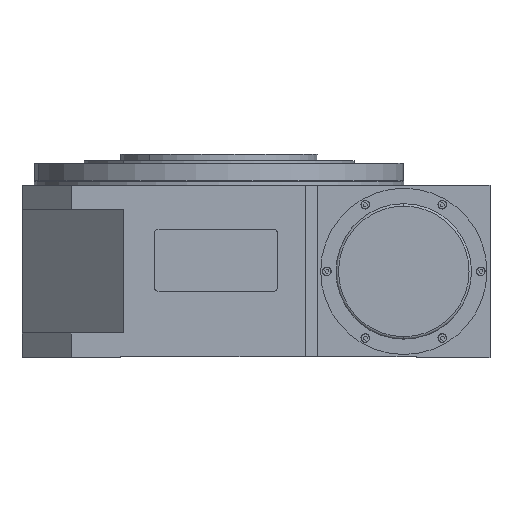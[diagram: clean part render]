
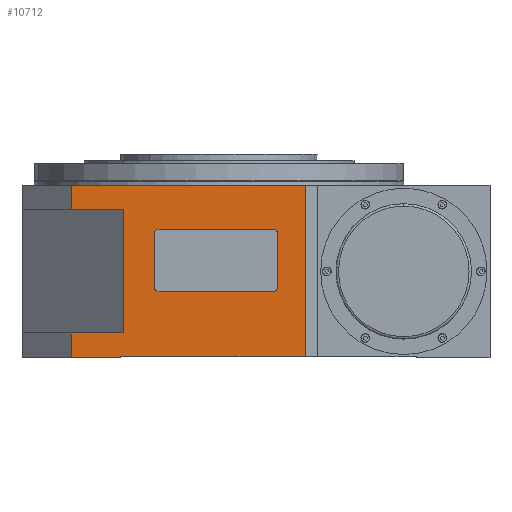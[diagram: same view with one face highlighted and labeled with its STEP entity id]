
A CAD part, front view. The second image highlights one B-rep face of the part: STEP entity #10712.
In plain terms, the highlighted planar face has unit normal (0, -1, 0).
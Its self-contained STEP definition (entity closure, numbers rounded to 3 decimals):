
#177 = CARTESIAN_POINT ( 'NONE',  ( -190., -155., 20. ) ) ;
#687 = ORIENTED_EDGE ( 'NONE', *, *, #793, .F. ) ;
#793 = EDGE_CURVE ( 'NONE', #3079, #24194, #12157, .T. ) ;
#1268 = VECTOR ( 'NONE', #23622, 1000. ) ;
#1509 = CIRCLE ( 'NONE', #5455, 3. ) ;
#1678 = PLANE ( 'NONE',  #20814 ) ;
#1698 = EDGE_LOOP ( 'NONE', ( #17532, #10000, #17992, #15586, #15226, #687, #16752, #21013, #14558, #2308 ) ) ;
#1808 = VECTOR ( 'NONE', #14946, 1000. ) ;
#2140 = VECTOR ( 'NONE', #9283, 1000. ) ;
#2308 = ORIENTED_EDGE ( 'NONE', *, *, #10619, .T. ) ;
#2375 = DIRECTION ( 'NONE',  ( 0., 1., 0. ) ) ;
#2466 = VERTEX_POINT ( 'NONE', #8422 ) ;
#2741 = CARTESIAN_POINT ( 'NONE',  ( 17.426, -155., 104.032 ) ) ;
#2899 = DIRECTION ( 'NONE',  ( 0., 0., 1. ) ) ;
#3079 = VERTEX_POINT ( 'NONE', #20570 ) ;
#3217 = VERTEX_POINT ( 'NONE', #17110 ) ;
#3246 = CARTESIAN_POINT ( 'NONE',  ( -150., -155., 140. ) ) ;
#3257 = CARTESIAN_POINT ( 'NONE',  ( 14.426, -155., 57.032 ) ) ;
#3495 = VERTEX_POINT ( 'NONE', #20299 ) ;
#3716 = DIRECTION ( 'NONE',  ( 0., 0., 1. ) ) ;
#3829 = EDGE_CURVE ( 'NONE', #10873, #5988, #20272, .T. ) ;
#3834 = DIRECTION ( 'NONE',  ( 0., 0., 1. ) ) ;
#3947 = DIRECTION ( 'NONE',  ( 0., 0., -1. ) ) ;
#4258 = VECTOR ( 'NONE', #6501, 1000. ) ;
#4468 = EDGE_CURVE ( 'NONE', #4603, #3217, #6565, .T. ) ;
#4598 = VECTOR ( 'NONE', #3834, 1000. ) ;
#4603 = VERTEX_POINT ( 'NONE', #14731 ) ;
#4618 = CARTESIAN_POINT ( 'NONE',  ( -107.574, -155., 140. ) ) ;
#4637 = CIRCLE ( 'NONE', #23190, 3. ) ;
#4857 = VECTOR ( 'NONE', #10675, 1000. ) ;
#4917 = VERTEX_POINT ( 'NONE', #18012 ) ;
#5071 = CARTESIAN_POINT ( 'NONE',  ( -107.574, -155., 120. ) ) ;
#5311 = ORIENTED_EDGE ( 'NONE', *, *, #21918, .F. ) ;
#5389 = VECTOR ( 'NONE', #23998, 1000. ) ;
#5455 = AXIS2_PLACEMENT_3D ( 'NONE', #13091, #7042, #3716 ) ;
#5988 = VERTEX_POINT ( 'NONE', #11996 ) ;
#6039 = LINE ( 'NONE', #17017, #8499 ) ;
#6209 = LINE ( 'NONE', #177, #21840 ) ;
#6253 = CARTESIAN_POINT ( 'NONE',  ( -79.574, -155., 101.032 ) ) ;
#6501 = DIRECTION ( 'NONE',  ( 0., 0., 1. ) ) ;
#6565 = LINE ( 'NONE', #3246, #15704 ) ;
#6816 = LINE ( 'NONE', #16203, #1268 ) ;
#6985 = AXIS2_PLACEMENT_3D ( 'NONE', #23487, #2375, #15822 ) ;
#7042 = DIRECTION ( 'NONE',  ( 0., 1., 0. ) ) ;
#7364 = CIRCLE ( 'NONE', #6985, 3. ) ;
#7393 = CARTESIAN_POINT ( 'NONE',  ( -190., -155., 0.5 ) ) ;
#7545 = EDGE_CURVE ( 'NONE', #23368, #11416, #13928, .T. ) ;
#7672 = DIRECTION ( 'NONE',  ( 0., 0., 1. ) ) ;
#7690 = DIRECTION ( 'NONE',  ( 1., 0., 0. ) ) ;
#7780 = EDGE_CURVE ( 'NONE', #18454, #21446, #9404, .T. ) ;
#7923 = LINE ( 'NONE', #9768, #23720 ) ;
#8207 = EDGE_CURVE ( 'NONE', #24194, #3217, #18426, .T. ) ;
#8422 = CARTESIAN_POINT ( 'NONE',  ( -110., -155., 0.5 ) ) ;
#8499 = VECTOR ( 'NONE', #3947, 1000. ) ;
#8587 = VECTOR ( 'NONE', #16679, 1000. ) ;
#8750 = CARTESIAN_POINT ( 'NONE',  ( 14.426, -155., 54.032 ) ) ;
#8758 = EDGE_CURVE ( 'NONE', #9910, #13913, #1509, .T. ) ;
#9015 = LINE ( 'NONE', #7393, #1808 ) ;
#9206 = DIRECTION ( 'NONE',  ( 0., 1., 0. ) ) ;
#9283 = DIRECTION ( 'NONE',  ( -1., 0., 0. ) ) ;
#9404 = LINE ( 'NONE', #22879, #14747 ) ;
#9501 = VERTEX_POINT ( 'NONE', #16249 ) ;
#9768 = CARTESIAN_POINT ( 'NONE',  ( -82.574, -155., 104.032 ) ) ;
#9910 = VERTEX_POINT ( 'NONE', #23977 ) ;
#9924 = EDGE_CURVE ( 'NONE', #23368, #13913, #12118, .T. ) ;
#10000 = ORIENTED_EDGE ( 'NONE', *, *, #7780, .T. ) ;
#10187 = LINE ( 'NONE', #21686, #4857 ) ;
#10319 = CARTESIAN_POINT ( 'NONE',  ( -110., -155., 140. ) ) ;
#10535 = EDGE_CURVE ( 'NONE', #3495, #9501, #4637, .T. ) ;
#10619 = EDGE_CURVE ( 'NONE', #5988, #2466, #12182, .T. ) ;
#10636 = LINE ( 'NONE', #11130, #8587 ) ;
#10675 = DIRECTION ( 'NONE',  ( -1., 0., 0. ) ) ;
#10712 = ADVANCED_FACE ( 'NONE', ( #20189, #22075 ), #1678, .F. ) ;
#10783 = DIRECTION ( 'NONE',  ( 0., 1., 0. ) ) ;
#10873 = VERTEX_POINT ( 'NONE', #22553 ) ;
#11130 = CARTESIAN_POINT ( 'NONE',  ( -82.574, -155., 54.032 ) ) ;
#11416 = VERTEX_POINT ( 'NONE', #8750 ) ;
#11739 = ORIENTED_EDGE ( 'NONE', *, *, #19266, .F. ) ;
#11754 = CARTESIAN_POINT ( 'NONE',  ( -150., -155., 20. ) ) ;
#11996 = CARTESIAN_POINT ( 'NONE',  ( -110., -155., 0. ) ) ;
#12024 = EDGE_CURVE ( 'NONE', #12560, #11416, #10636, .T. ) ;
#12118 = LINE ( 'NONE', #2741, #4598 ) ;
#12157 = LINE ( 'NONE', #4618, #16797 ) ;
#12182 = LINE ( 'NONE', #10319, #4258 ) ;
#12410 = CARTESIAN_POINT ( 'NONE',  ( 17.426, -155., 101.032 ) ) ;
#12560 = VERTEX_POINT ( 'NONE', #16890 ) ;
#12758 = DIRECTION ( 'NONE',  ( 0., 0., -1. ) ) ;
#12880 = CARTESIAN_POINT ( 'NONE',  ( -190., -155., 0. ) ) ;
#13091 = CARTESIAN_POINT ( 'NONE',  ( 14.426, -155., 101.032 ) ) ;
#13608 = DIRECTION ( 'NONE',  ( 0., 0., -1. ) ) ;
#13791 = DIRECTION ( 'NONE',  ( 0., 1., 0. ) ) ;
#13913 = VERTEX_POINT ( 'NONE', #12410 ) ;
#13928 = CIRCLE ( 'NONE', #16685, 3. ) ;
#14558 = ORIENTED_EDGE ( 'NONE', *, *, #3829, .T. ) ;
#14731 = CARTESIAN_POINT ( 'NONE',  ( -150., -155., 140. ) ) ;
#14747 = VECTOR ( 'NONE', #7672, 1000. ) ;
#14784 = CARTESIAN_POINT ( 'NONE',  ( -190., -155., 140. ) ) ;
#14812 = ORIENTED_EDGE ( 'NONE', *, *, #12024, .F. ) ;
#14946 = DIRECTION ( 'NONE',  ( -1., 0., 0. ) ) ;
#15226 = ORIENTED_EDGE ( 'NONE', *, *, #8207, .F. ) ;
#15308 = CARTESIAN_POINT ( 'NONE',  ( 40., -155., 0.5 ) ) ;
#15586 = ORIENTED_EDGE ( 'NONE', *, *, #4468, .T. ) ;
#15704 = VECTOR ( 'NONE', #12758, 1000. ) ;
#15822 = DIRECTION ( 'NONE',  ( 0., 0., 1. ) ) ;
#16203 = CARTESIAN_POINT ( 'NONE',  ( -190., -155., 140. ) ) ;
#16232 = ORIENTED_EDGE ( 'NONE', *, *, #10535, .T. ) ;
#16249 = CARTESIAN_POINT ( 'NONE',  ( -79.574, -155., 104.032 ) ) ;
#16494 = DIRECTION ( 'NONE',  ( 1., 0., 0. ) ) ;
#16679 = DIRECTION ( 'NONE',  ( 1., 0., 0. ) ) ;
#16685 = AXIS2_PLACEMENT_3D ( 'NONE', #3257, #10783, #20646 ) ;
#16752 = ORIENTED_EDGE ( 'NONE', *, *, #20937, .F. ) ;
#16797 = VECTOR ( 'NONE', #2899, 1000. ) ;
#16831 = CARTESIAN_POINT ( 'NONE',  ( 17.426, -155., 57.032 ) ) ;
#16876 = ORIENTED_EDGE ( 'NONE', *, *, #7545, .T. ) ;
#16890 = CARTESIAN_POINT ( 'NONE',  ( -79.574, -155., 54.032 ) ) ;
#17017 = CARTESIAN_POINT ( 'NONE',  ( -150., -155., 140. ) ) ;
#17110 = CARTESIAN_POINT ( 'NONE',  ( -150., -155., 120. ) ) ;
#17169 = EDGE_CURVE ( 'NONE', #4603, #21446, #6816, .T. ) ;
#17532 = ORIENTED_EDGE ( 'NONE', *, *, #22935, .F. ) ;
#17863 = CARTESIAN_POINT ( 'NONE',  ( 40., -155., 140. ) ) ;
#17992 = ORIENTED_EDGE ( 'NONE', *, *, #17169, .F. ) ;
#18012 = CARTESIAN_POINT ( 'NONE',  ( -82.574, -155., 57.032 ) ) ;
#18426 = LINE ( 'NONE', #20749, #2140 ) ;
#18454 = VERTEX_POINT ( 'NONE', #15308 ) ;
#18898 = ORIENTED_EDGE ( 'NONE', *, *, #8758, .T. ) ;
#19266 = EDGE_CURVE ( 'NONE', #3495, #4917, #7923, .T. ) ;
#19838 = EDGE_LOOP ( 'NONE', ( #5311, #18898, #23401, #16876, #14812, #23157, #11739, #16232 ) ) ;
#20189 = FACE_BOUND ( 'NONE', #19838, .T. ) ;
#20272 = LINE ( 'NONE', #12880, #5389 ) ;
#20299 = CARTESIAN_POINT ( 'NONE',  ( -82.574, -155., 101.032 ) ) ;
#20570 = CARTESIAN_POINT ( 'NONE',  ( -107.574, -155., 20. ) ) ;
#20646 = DIRECTION ( 'NONE',  ( 0., 0., 1. ) ) ;
#20749 = CARTESIAN_POINT ( 'NONE',  ( -190., -155., 120. ) ) ;
#20814 = AXIS2_PLACEMENT_3D ( 'NONE', #14784, #9206, #16494 ) ;
#20937 = EDGE_CURVE ( 'NONE', #24003, #3079, #6209, .T. ) ;
#21013 = ORIENTED_EDGE ( 'NONE', *, *, #23102, .T. ) ;
#21322 = DIRECTION ( 'NONE',  ( 0., 0., 1. ) ) ;
#21446 = VERTEX_POINT ( 'NONE', #17863 ) ;
#21686 = CARTESIAN_POINT ( 'NONE',  ( -82.574, -155., 104.032 ) ) ;
#21840 = VECTOR ( 'NONE', #7690, 1000. ) ;
#21918 = EDGE_CURVE ( 'NONE', #9910, #9501, #10187, .T. ) ;
#22075 = FACE_OUTER_BOUND ( 'NONE', #1698, .T. ) ;
#22553 = CARTESIAN_POINT ( 'NONE',  ( -150., -155., 0. ) ) ;
#22879 = CARTESIAN_POINT ( 'NONE',  ( 40., -155., 140. ) ) ;
#22935 = EDGE_CURVE ( 'NONE', #18454, #2466, #9015, .T. ) ;
#23102 = EDGE_CURVE ( 'NONE', #24003, #10873, #6039, .T. ) ;
#23157 = ORIENTED_EDGE ( 'NONE', *, *, #24010, .T. ) ;
#23190 = AXIS2_PLACEMENT_3D ( 'NONE', #6253, #13791, #21322 ) ;
#23368 = VERTEX_POINT ( 'NONE', #16831 ) ;
#23401 = ORIENTED_EDGE ( 'NONE', *, *, #9924, .F. ) ;
#23487 = CARTESIAN_POINT ( 'NONE',  ( -79.574, -155., 57.032 ) ) ;
#23622 = DIRECTION ( 'NONE',  ( 1., 0., 0. ) ) ;
#23720 = VECTOR ( 'NONE', #13608, 1000. ) ;
#23977 = CARTESIAN_POINT ( 'NONE',  ( 14.426, -155., 104.032 ) ) ;
#23998 = DIRECTION ( 'NONE',  ( 1., 0., 0. ) ) ;
#24003 = VERTEX_POINT ( 'NONE', #11754 ) ;
#24010 = EDGE_CURVE ( 'NONE', #12560, #4917, #7364, .T. ) ;
#24194 = VERTEX_POINT ( 'NONE', #5071 ) ;
